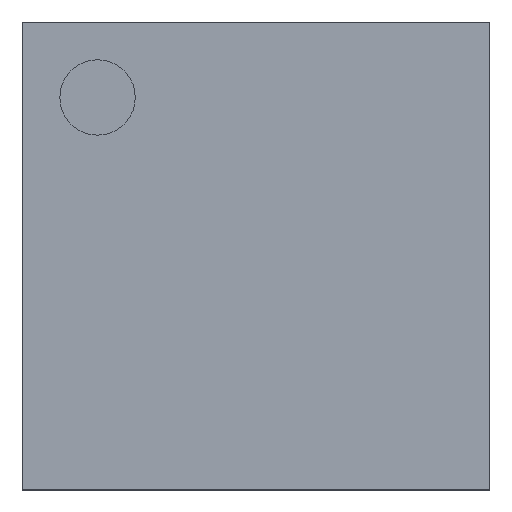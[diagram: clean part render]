
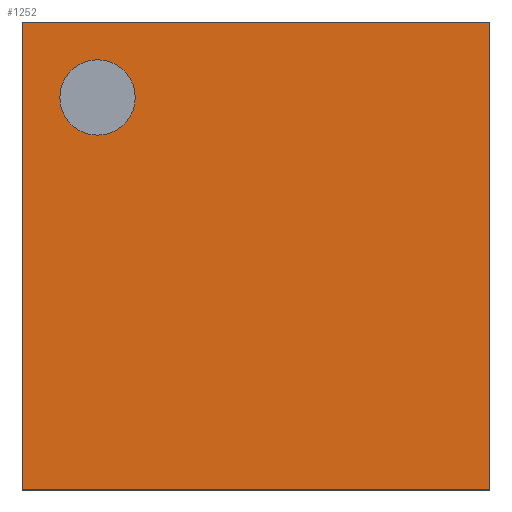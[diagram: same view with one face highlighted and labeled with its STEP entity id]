
A CAD part, top view. The second image highlights one B-rep face of the part: STEP entity #1252.
In plain terms, the highlighted planar face has unit normal (0, 0, 1).
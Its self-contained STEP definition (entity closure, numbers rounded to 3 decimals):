
#101=LINE('',#1853,#269);
#108=LINE('',#1865,#276);
#113=LINE('',#1872,#281);
#115=LINE('',#1875,#283);
#269=VECTOR('',#1508,1.);
#276=VECTOR('',#1517,1.);
#281=VECTOR('',#1524,1.);
#283=VECTOR('',#1528,1.);
#399=PLANE('',#1337);
#443=FACE_BOUND('',#551,.T.);
#475=FACE_OUTER_BOUND('',#550,.T.);
#550=EDGE_LOOP('',(#1047,#1048,#1049,#1050));
#551=EDGE_LOOP('',(#1051));
#595=CIRCLE('',#1306,0.25);
#597=VERTEX_POINT('',#1706);
#647=VERTEX_POINT('',#1850);
#648=VERTEX_POINT('',#1852);
#651=VERTEX_POINT('',#1862);
#652=VERTEX_POINT('',#1864);
#711=EDGE_CURVE('',#597,#597,#595,.T.);
#780=EDGE_CURVE('',#647,#648,#101,.T.);
#787=EDGE_CURVE('',#651,#652,#108,.T.);
#792=EDGE_CURVE('',#652,#647,#113,.T.);
#794=EDGE_CURVE('',#648,#651,#115,.T.);
#1047=ORIENTED_EDGE('',*,*,#787,.F.);
#1048=ORIENTED_EDGE('',*,*,#794,.F.);
#1049=ORIENTED_EDGE('',*,*,#780,.F.);
#1050=ORIENTED_EDGE('',*,*,#792,.F.);
#1051=ORIENTED_EDGE('',*,*,#711,.T.);
#1252=ADVANCED_FACE('',(#475,#443),#399,.T.);
#1306=AXIS2_PLACEMENT_3D('',#1707,#1386,#1387);
#1337=AXIS2_PLACEMENT_3D('',#1878,#1532,#1533);
#1386=DIRECTION('center_axis',(0.,0.,-1.));
#1387=DIRECTION('ref_axis',(0.,1.,0.));
#1508=DIRECTION('',(0.,-1.,0.));
#1517=DIRECTION('',(0.,1.,0.));
#1524=DIRECTION('',(1.,0.,0.));
#1528=DIRECTION('',(-1.,0.,0.));
#1532=DIRECTION('center_axis',(0.,0.,1.));
#1533=DIRECTION('ref_axis',(0.,1.,0.));
#1706=CARTESIAN_POINT('',(-1.05,1.3,0.8));
#1707=CARTESIAN_POINT('Origin',(-1.05,1.05,0.8));
#1850=CARTESIAN_POINT('',(1.55,1.55,0.8));
#1852=CARTESIAN_POINT('',(1.55,-1.55,0.8));
#1853=CARTESIAN_POINT('',(1.55,-1.55,0.8));
#1862=CARTESIAN_POINT('',(-1.55,-1.55,0.8));
#1864=CARTESIAN_POINT('',(-1.55,1.55,0.8));
#1865=CARTESIAN_POINT('',(-1.55,1.55,0.8));
#1872=CARTESIAN_POINT('',(1.55,1.55,0.8));
#1875=CARTESIAN_POINT('',(-1.55,-1.55,0.8));
#1878=CARTESIAN_POINT('Origin',(0.,0.,
0.8));
